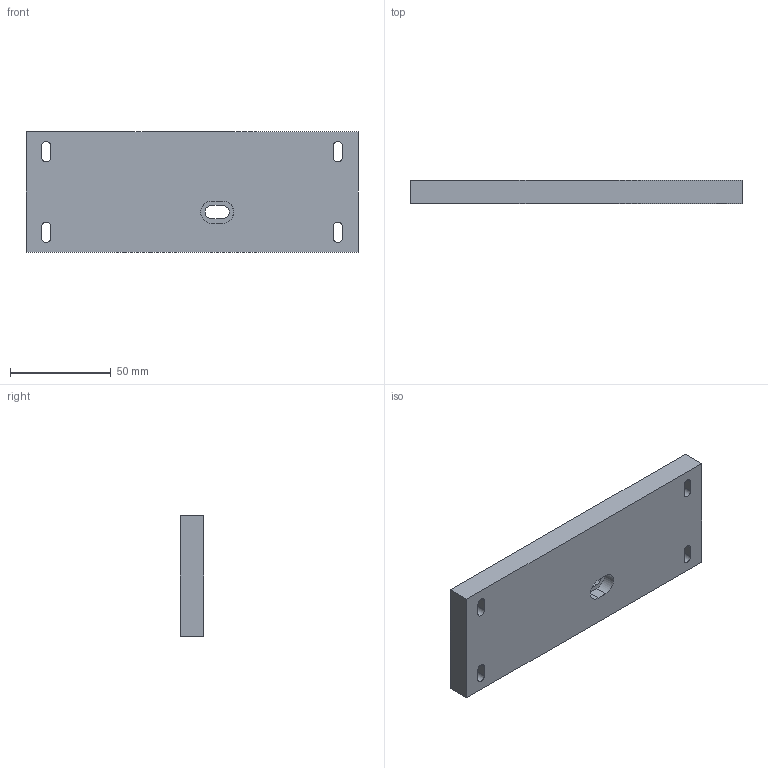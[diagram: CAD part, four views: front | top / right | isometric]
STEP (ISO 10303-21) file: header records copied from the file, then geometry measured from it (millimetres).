
FILE_DESCRIPTION (( 'STEP AP203' ), '1' );
FILE_NAME ('PB4.01.01.019 - wood panel.STEP', '2020-04-23T19:03:04', ( '' ), ( '' ), 'SwSTEP 2.0', 'SolidWorks 2018', '' );
FILE_SCHEMA (( 'CONFIG_CONTROL_DESIGN' ));
Length unit declared in the file: millimetre
Products named in the file (1): PB4.01.01.019 - wood panel
Bounding box: 165 x 11.5 x 60 mm (x, y, z)
Volume: 108995.1 mm3; surface area: 26396.4 mm2
Topology: 1 solids, 1 shells, 83 faces, 204 edges, 128 vertices
Faces by surface type: plane 41, cylinder 28, cone 14
Entity records: 2533 total; most frequent: DIRECTION 442, CARTESIAN_POINT 416, ORIENTED_EDGE 408, EDGE_CURVE 204, AXIS2_PLACEMENT_3D 154, LINE 134, VECTOR 134, VERTEX_POINT 128
